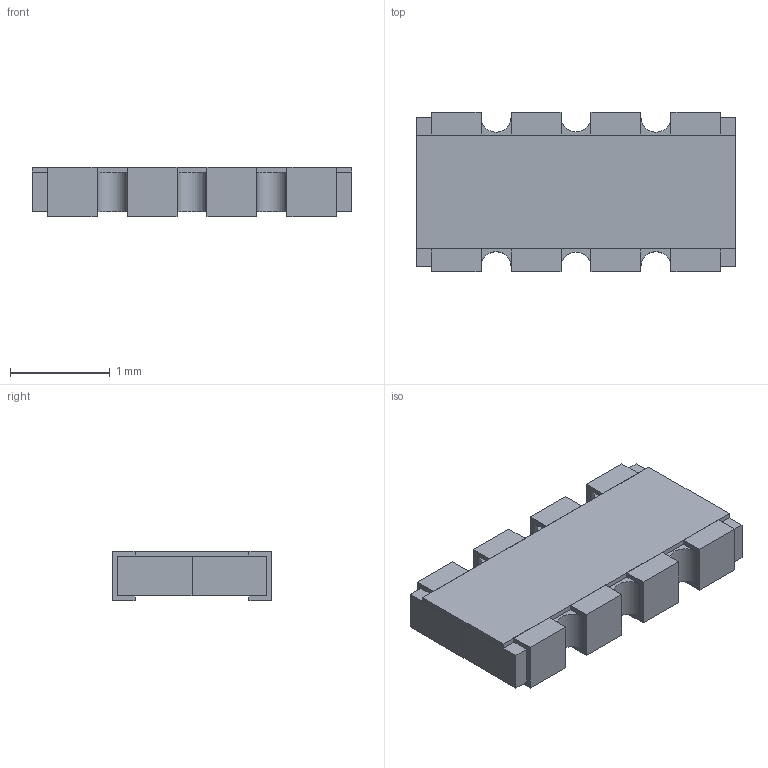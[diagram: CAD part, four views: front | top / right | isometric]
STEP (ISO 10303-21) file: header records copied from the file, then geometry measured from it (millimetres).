
FILE_DESCRIPTION(('FreeCAD Model'),'2;1');
FILE_NAME('BCN16.stp', '2014-10-19T00:18:30',('FreeCAD'),('FreeCAD'), 'Open CASCADE STEP processor 6.6','FreeCAD','Unknown');
FILE_SCHEMA(('AUTOMOTIVE_DESIGN_CC2 { 1 2 10303 214 -1 1 5 4 }'));
Length unit declared in the file: millimetre
Products named in the file (6): Array_(Mirror_#2); Array; Pad001; Pad002; Pad_(Mirror_#2); Pad
Bounding box: 3.2 x 1.6 x 0.5 mm (x, y, z)
Volume: 2.2 mm3; surface area: 32.6 mm2
Topology: 12 solids, 12 shells, 120 faces, 288 edges, 192 vertices
Faces by surface type: plane 114, cylinder 6
Entity records: 7341 total; most frequent: CARTESIAN_POINT 1213, DIRECTION 1112, LINE 840, VECTOR 840, ORIENTED_EDGE 576, PCURVE 576, DEFINITIONAL_REPRESENTATION 576, EDGE_CURVE 288
